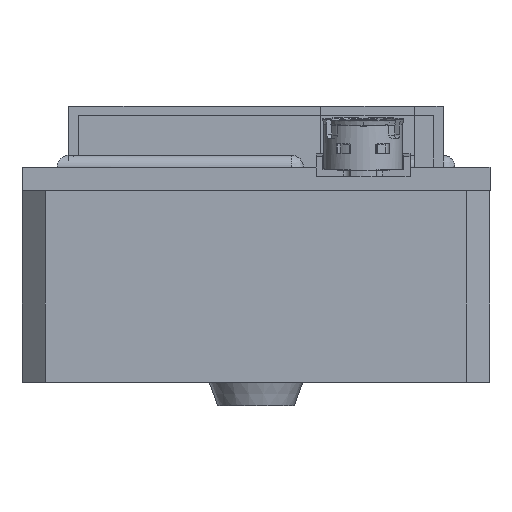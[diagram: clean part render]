
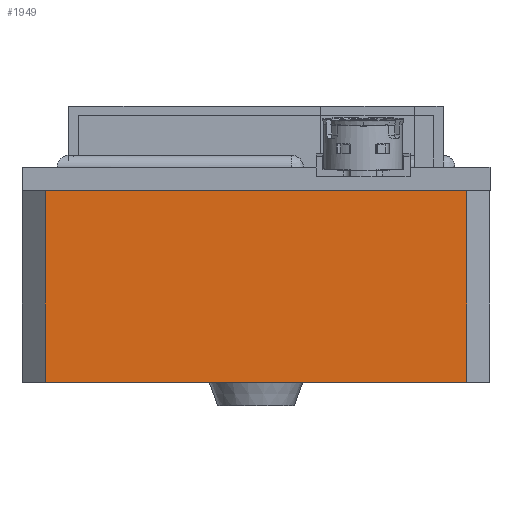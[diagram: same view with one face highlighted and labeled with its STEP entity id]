
A CAD part, front view. The second image highlights one B-rep face of the part: STEP entity #1949.
In plain terms, the highlighted planar face has unit normal (0, -1, 0).
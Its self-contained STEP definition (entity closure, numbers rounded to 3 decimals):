
#86 = VECTOR ( 'NONE', #6373, 1000. ) ;
#347 = CARTESIAN_POINT ( 'NONE',  ( -60.145, 2.678, 2.05 ) ) ;
#1031 = EDGE_LOOP ( 'NONE', ( #3277, #1584, #2870, #7935 ) ) ;
#1247 = DIRECTION ( 'NONE',  ( 0., 1., 0. ) ) ;
#1584 = ORIENTED_EDGE ( 'NONE', *, *, #1975, .F. ) ;
#1949 = ADVANCED_FACE ( 'NONE', ( #4454 ), #3169, .F. ) ;
#1975 = EDGE_CURVE ( 'NONE', #4601, #5249, #4984, .T. ) ;
#2031 = CARTESIAN_POINT ( 'NONE',  ( -60.145, 2.678, -2.05 ) ) ;
#2069 = CARTESIAN_POINT ( 'NONE',  ( -51.145, 2.678, 2.05 ) ) ;
#2246 = VECTOR ( 'NONE', #7415, 1000. ) ;
#2513 = EDGE_CURVE ( 'NONE', #2715, #4601, #3937, .T. ) ;
#2610 = CARTESIAN_POINT ( 'NONE',  ( -60.645, 2.678, -2.05 ) ) ;
#2715 = VERTEX_POINT ( 'NONE', #2069 ) ;
#2796 = CARTESIAN_POINT ( 'NONE',  ( 0., 2.678, 2.05 ) ) ;
#2812 = VECTOR ( 'NONE', #3919, 1000. ) ;
#2870 = ORIENTED_EDGE ( 'NONE', *, *, #2513, .F. ) ;
#3169 = PLANE ( 'NONE',  #3450 ) ;
#3204 = DIRECTION ( 'NONE',  ( 0., 0., 1. ) ) ;
#3277 = ORIENTED_EDGE ( 'NONE', *, *, #7960, .F. ) ;
#3450 = AXIS2_PLACEMENT_3D ( 'NONE', #4486, #1247, #3204 ) ;
#3525 = VECTOR ( 'NONE', #5126, 1000. ) ;
#3919 = DIRECTION ( 'NONE',  ( -1., 0., 0. ) ) ;
#3937 = LINE ( 'NONE', #8324, #3525 ) ;
#4454 = FACE_OUTER_BOUND ( 'NONE', #1031, .T. ) ;
#4486 = CARTESIAN_POINT ( 'NONE',  ( -60.645, 2.678, 2.05 ) ) ;
#4601 = VERTEX_POINT ( 'NONE', #7794 ) ;
#4984 = LINE ( 'NONE', #2610, #2812 ) ;
#5126 = DIRECTION ( 'NONE',  ( 0., 0., -1. ) ) ;
#5249 = VERTEX_POINT ( 'NONE', #2031 ) ;
#5301 = LINE ( 'NONE', #347, #86 ) ;
#5354 = VERTEX_POINT ( 'NONE', #6727 ) ;
#5526 = LINE ( 'NONE', #2796, #2246 ) ;
#6373 = DIRECTION ( 'NONE',  ( 0., 0., 1. ) ) ;
#6556 = EDGE_CURVE ( 'NONE', #5354, #2715, #5526, .T. ) ;
#6727 = CARTESIAN_POINT ( 'NONE',  ( -60.145, 2.678, 2.05 ) ) ;
#7415 = DIRECTION ( 'NONE',  ( 1., 0., 0. ) ) ;
#7794 = CARTESIAN_POINT ( 'NONE',  ( -51.145, 2.678, -2.05 ) ) ;
#7935 = ORIENTED_EDGE ( 'NONE', *, *, #6556, .F. ) ;
#7960 = EDGE_CURVE ( 'NONE', #5249, #5354, #5301, .T. ) ;
#8324 = CARTESIAN_POINT ( 'NONE',  ( -51.145, 2.678, 2.05 ) ) ;
